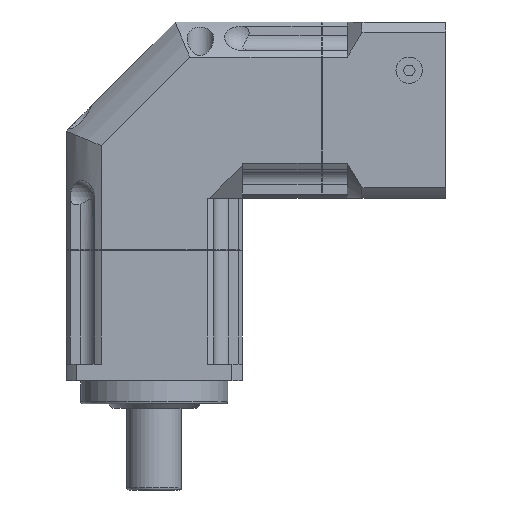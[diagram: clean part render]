
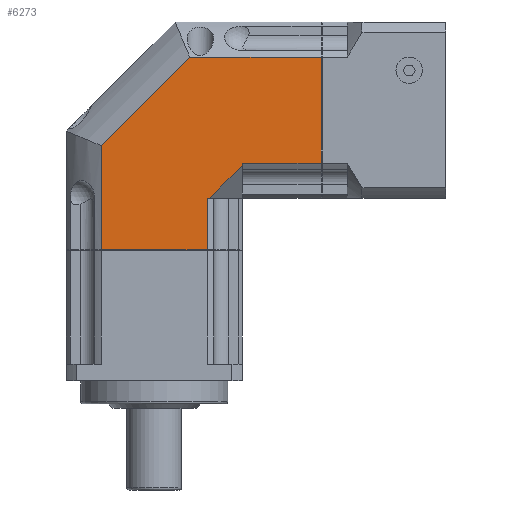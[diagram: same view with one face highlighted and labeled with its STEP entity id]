
A CAD part, left-side view. The second image highlights one B-rep face of the part: STEP entity #6273.
In plain terms, the highlighted face is planar.
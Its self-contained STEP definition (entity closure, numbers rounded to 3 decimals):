
#2916=DIRECTION('',(1.,0.,0.));
#2917=VECTOR('',#2916,24.829);
#2918=CARTESIAN_POINT('',(8.471,-12.619,21.));
#2919=LINE('',#2918,#2917);
#3049=DIRECTION('',(0.,-1.,0.));
#3050=VECTOR('',#3049,25.239);
#3051=CARTESIAN_POINT('',(33.3,12.619,21.));
#3052=LINE('',#3051,#3050);
#3053=DIRECTION('',(-0.707,0.707,0.));
#3054=VECTOR('',#3053,11.089);
#3055=CARTESIAN_POINT('',(21.,13.159,21.));
#3056=LINE('',#3055,#3054);
#3057=DIRECTION('',(-1.,0.,0.));
#3058=VECTOR('',#3057,12.3);
#3059=CARTESIAN_POINT('',(33.3,12.619,21.));
#3060=LINE('',#3059,#3058);
#3061=DIRECTION('',(0.707,-0.707,0.));
#3062=VECTOR('',#3061,29.827);
#3063=CARTESIAN_POINT('',(-12.619,8.471,21.));
#3064=LINE('',#3063,#3062);
#3065=DIRECTION('',(0.,-1.,0.));
#3066=VECTOR('',#3065,18.8);
#3067=CARTESIAN_POINT('',(12.619,39.8,21.));
#3068=LINE('',#3067,#3066);
#3090=DIRECTION('',(-1.,0.,0.));
#3091=VECTOR('',#3090,0.54);
#3092=CARTESIAN_POINT('',(13.159,21.,21.));
#3093=LINE('',#3092,#3091);
#3368=DIRECTION('',(1.,0.,0.));
#3369=VECTOR('',#3368,25.239);
#3370=CARTESIAN_POINT('',(-12.619,39.8,21.));
#3371=LINE('',#3370,#3369);
#3478=DIRECTION('',(0.,-1.,0.));
#3479=VECTOR('',#3478,31.329);
#3480=CARTESIAN_POINT('',(-12.619,39.8,21.));
#3481=LINE('',#3480,#3479);
#3885=DIRECTION('',(0.,1.,0.));
#3886=VECTOR('',#3885,0.54);
#3887=CARTESIAN_POINT('',(21.,12.619,21.));
#3888=LINE('',#3887,#3886);
#5395=CARTESIAN_POINT('',(33.3,-12.619,21.));
#5396=VERTEX_POINT('',#5395);
#5399=CARTESIAN_POINT('',(33.3,12.619,21.));
#5400=VERTEX_POINT('',#5399);
#5441=CARTESIAN_POINT('',(21.,12.619,21.));
#5442=VERTEX_POINT('',#5441);
#5563=CARTESIAN_POINT('',(12.619,39.8,21.));
#5564=VERTEX_POINT('',#5563);
#5567=CARTESIAN_POINT('',(-12.619,39.8,21.));
#5568=VERTEX_POINT('',#5567);
#5641=CARTESIAN_POINT('',(12.619,21.,21.));
#5642=VERTEX_POINT('',#5641);
#5758=CARTESIAN_POINT('',(-12.619,8.471,21.));
#5759=CARTESIAN_POINT('',(8.471,-12.619,21.));
#5760=VERTEX_POINT('',#5758);
#5761=VERTEX_POINT('',#5759);
#5803=CARTESIAN_POINT('',(21.,13.159,21.));
#5804=CARTESIAN_POINT('',(13.159,21.,21.));
#5805=VERTEX_POINT('',#5803);
#5806=VERTEX_POINT('',#5804);
#6249=CARTESIAN_POINT('',(-21.,-21.,21.));
#6250=DIRECTION('',(0.,0.,1.));
#6251=DIRECTION('',(1.,0.,0.));
#6252=AXIS2_PLACEMENT_3D('',#6249,#6250,#6251);
#6253=PLANE('',#6252);
#6255=ORIENTED_EDGE('',*,*,#6254,.F.);
#6257=ORIENTED_EDGE('',*,*,#6256,.F.);
#6258=ORIENTED_EDGE('',*,*,#6119,.F.);
#6259=ORIENTED_EDGE('',*,*,#6242,.T.);
#6260=ORIENTED_EDGE('',*,*,#6083,.F.);
#6262=ORIENTED_EDGE('',*,*,#6261,.F.);
#6264=ORIENTED_EDGE('',*,*,#6263,.F.);
#6266=ORIENTED_EDGE('',*,*,#6265,.T.);
#6268=ORIENTED_EDGE('',*,*,#6267,.T.);
#6270=ORIENTED_EDGE('',*,*,#6269,.F.);
#6271=EDGE_LOOP('',(#6255,#6257,#6258,#6259,#6260,#6262,#6264,#6266,#6268,
#6270));
#6272=FACE_OUTER_BOUND('',#6271,.F.);
#6273=ADVANCED_FACE('',(#6272),#6253,.T.);
#6083=EDGE_CURVE('',#5761,#5396,#2919,.T.);
#6119=EDGE_CURVE('',#5400,#5442,#3060,.T.);
#6242=EDGE_CURVE('',#5400,#5396,#3052,.T.);
#6254=EDGE_CURVE('',#5805,#5806,#3056,.T.);
#6256=EDGE_CURVE('',#5442,#5805,#3888,.T.);
#6261=EDGE_CURVE('',#5760,#5761,#3064,.T.);
#6263=EDGE_CURVE('',#5568,#5760,#3481,.T.);
#6265=EDGE_CURVE('',#5568,#5564,#3371,.T.);
#6267=EDGE_CURVE('',#5564,#5642,#3068,.T.);
#6269=EDGE_CURVE('',#5806,#5642,#3093,.T.);
